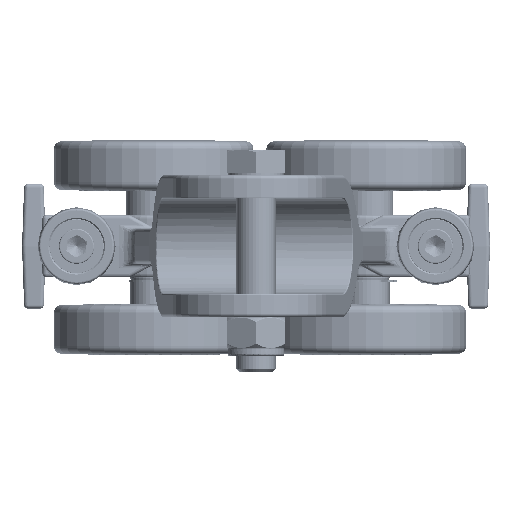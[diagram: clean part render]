
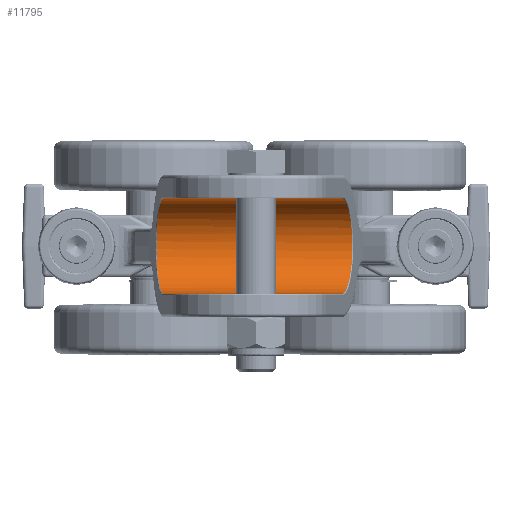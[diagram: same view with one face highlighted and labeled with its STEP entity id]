
A CAD part, front view. The second image highlights one B-rep face of the part: STEP entity #11795.
In plain terms, the highlighted cylindrical face has radius 19.447 mm (diameter 38.894 mm), a partial arc.
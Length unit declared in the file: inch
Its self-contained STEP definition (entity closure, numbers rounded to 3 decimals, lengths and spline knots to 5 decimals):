
#11493=CARTESIAN_POINT('',(-0.76563,-1.48402,1.00795));
#11494=VERTEX_POINT('',#11493);
#11502=CARTESIAN_POINT('',(0.76563,-1.48402,1.00795));
#11503=VERTEX_POINT('',#11502);
#11504=CARTESIAN_POINT('',(0.,-1.48402,1.00795));
#11505=DIRECTION('',(0.0,0.99,0.141));
#11506=DIRECTION('',(0.0,-0.141,0.99));
#11507=AXIS2_PLACEMENT_3D('',#11504,#11505,#11506);
#11508=ELLIPSE('',#11507,0.7734,0.76563);
#11509=EDGE_CURVE('',#11494,#11503,#11508,.T.);
#11635=CARTESIAN_POINT('',(-0.76563,1.37732,1.00795));
#11636=VERTEX_POINT('',#11635);
#11660=CARTESIAN_POINT('',(0.76563,1.37732,1.00795));
#11661=VERTEX_POINT('',#11660);
#11734=CARTESIAN_POINT('',(0.,1.37732,1.00795));
#11735=DIRECTION('',(0.0,-0.977,0.212));
#11736=DIRECTION('',(0.0,0.212,0.977));
#11737=AXIS2_PLACEMENT_3D('',#11734,#11735,#11736);
#11738=ELLIPSE('',#11737,0.78348,0.76563);
#11739=EDGE_CURVE('',#11661,#11636,#11738,.T.);
#11752=CARTESIAN_POINT('',(0.76563,-1.48402,1.00795));
#11753=DIRECTION('',(0.0,1.0,0.0));
#11754=VECTOR('',#11753,2.86134);
#11755=LINE('',#11752,#11754);
#11756=EDGE_CURVE('',#11503,#11661,#11755,.T.);
#11770=CARTESIAN_POINT('',(-0.76563,-1.48402,1.00795));
#11771=DIRECTION('',(0.0,1.0,0.0));
#11772=VECTOR('',#11771,2.86134);
#11773=LINE('',#11770,#11772);
#11774=EDGE_CURVE('',#11494,#11636,#11773,.T.);
#11784=CARTESIAN_POINT('',(0.,0.0,1.00795));
#11785=DIRECTION('',(0.0,-1.0,0.0));
#11786=DIRECTION('',(-1.0,0.0,0.0));
#11787=AXIS2_PLACEMENT_3D('',#11784,#11785,#11786);
#11788=CYLINDRICAL_SURFACE('',#11787,0.76563);
#11789=ORIENTED_EDGE('',*,*,#11739,.F.);
#11790=ORIENTED_EDGE('',*,*,#11756,.F.);
#11791=ORIENTED_EDGE('',*,*,#11509,.F.);
#11792=ORIENTED_EDGE('',*,*,#11774,.T.);
#11793=EDGE_LOOP('',(#11789,#11790,#11791,#11792));
#11794=FACE_OUTER_BOUND('',#11793,.T.);
#11795=ADVANCED_FACE('',(#11794),#11788,.F.);
